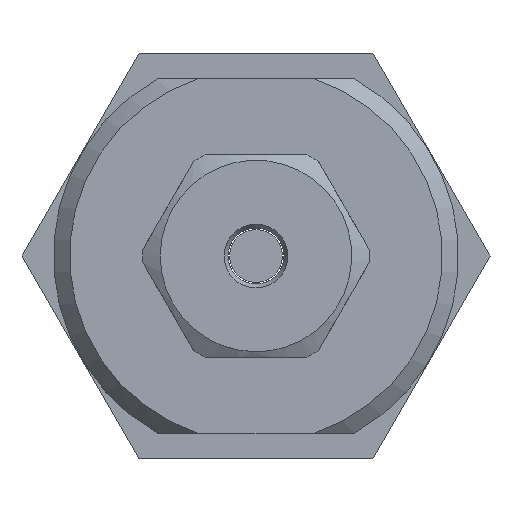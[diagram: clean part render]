
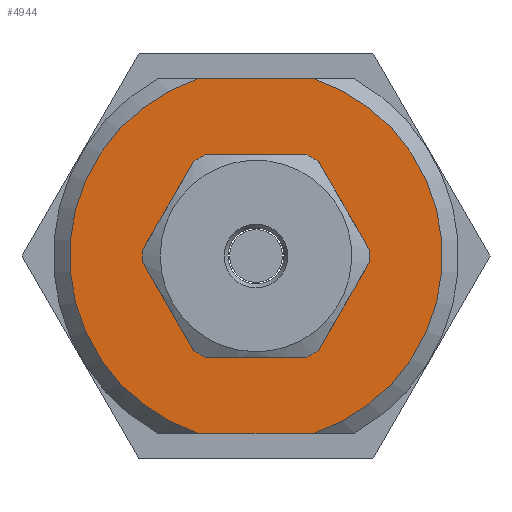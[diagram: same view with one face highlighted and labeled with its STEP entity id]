
A CAD part, left-side view. The second image highlights one B-rep face of the part: STEP entity #4944.
In plain terms, the highlighted planar face has unit normal (-1, 0, 0).
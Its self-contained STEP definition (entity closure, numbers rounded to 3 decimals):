
#4821=CARTESIAN_POINT('',(0.,-1.818,5.55));
#4822=VERTEX_POINT('',#4821);
#4836=CARTESIAN_POINT('',(0.,-1.818,-5.55));
#4837=VERTEX_POINT('',#4836);
#4838=CARTESIAN_POINT('',(0.,0.,0.0));
#4839=DIRECTION('',(1.0,0.0,0.0));
#4840=DIRECTION('',(0.0,1.0,0.0));
#4841=AXIS2_PLACEMENT_3D('',#4838,#4839,#4840);
#4842=CIRCLE('',#4841,5.84);
#4843=EDGE_CURVE('',#4822,#4837,#4842,.T.);
#4902=CARTESIAN_POINT('',(0.0,2.92,0.0));
#4903=DIRECTION('',(-1.0,0.0,0.0));
#4904=DIRECTION('',(0.0,0.0,1.0));
#4905=AXIS2_PLACEMENT_3D('',#4902,#4903,#4904);
#4906=PLANE('',#4905);
#4907=CARTESIAN_POINT('',(0.,1.818,5.55));
#4908=VERTEX_POINT('',#4907);
#4909=CARTESIAN_POINT('',(0.,-1.818,5.55));
#4910=DIRECTION('',(0.0,1.0,0.0));
#4911=VECTOR('',#4910,3.635);
#4912=LINE('',#4909,#4911);
#4913=EDGE_CURVE('',#4822,#4908,#4912,.T.);
#4914=ORIENTED_EDGE('',*,*,#4913,.T.);
#4915=CARTESIAN_POINT('',(0.,1.818,-5.55));
#4916=VERTEX_POINT('',#4915);
#4917=CARTESIAN_POINT('',(0.,0.,0.0));
#4918=DIRECTION('',(1.0,0.0,0.0));
#4919=DIRECTION('',(0.0,1.0,0.0));
#4920=AXIS2_PLACEMENT_3D('',#4917,#4918,#4919);
#4921=CIRCLE('',#4920,5.84);
#4922=EDGE_CURVE('',#4916,#4908,#4921,.T.);
#4923=ORIENTED_EDGE('',*,*,#4922,.F.);
#4924=CARTESIAN_POINT('',(0.,1.818,-5.55));
#4925=DIRECTION('',(0.0,-1.0,0.0));
#4926=VECTOR('',#4925,3.635);
#4927=LINE('',#4924,#4926);
#4928=EDGE_CURVE('',#4916,#4837,#4927,.T.);
#4929=ORIENTED_EDGE('',*,*,#4928,.T.);
#4930=ORIENTED_EDGE('',*,*,#4843,.F.);
#4931=EDGE_LOOP('',(#4914,#4923,#4929,#4930));
#4932=FACE_OUTER_BOUND('',#4931,.T.);
#4933=CARTESIAN_POINT('',(0.,-2.45,0.0));
#4934=VERTEX_POINT('',#4933);
#4935=CARTESIAN_POINT('',(0.,0.,0.0));
#4936=DIRECTION('',(1.0,0.0,0.0));
#4937=DIRECTION('',(0.0,-1.0,0.0));
#4938=AXIS2_PLACEMENT_3D('',#4935,#4936,#4937);
#4939=CIRCLE('',#4938,2.45);
#4940=EDGE_CURVE('',#4934,#4934,#4939,.T.);
#4941=ORIENTED_EDGE('',*,*,#4940,.T.);
#4942=EDGE_LOOP('',(#4941));
#4943=FACE_BOUND('',#4942,.T.);
#4944=ADVANCED_FACE('',(#4932,#4943),#4906,.T.);
